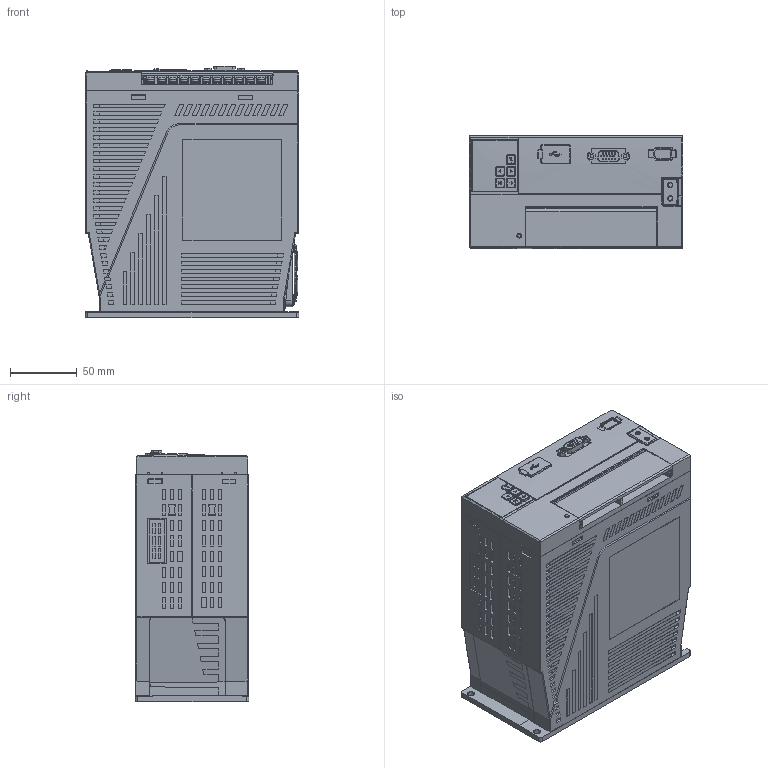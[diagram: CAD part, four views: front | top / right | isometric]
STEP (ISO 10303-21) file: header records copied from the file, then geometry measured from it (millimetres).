
FILE_DESCRIPTION((''),'2;1');
FILE_NAME('VD3E-B','2022-05-13T19:34:39',('Administrator'),(''),'CREO PARAMETRIC BY PTC INC, 2018050','CREO PARAMETRIC BY PTC INC, 2018050','');
FILE_SCHEMA(('CONFIG_CONTROL_DESIGN'));
Products named in the file (1): VD3E-B
Bounding box: 160 x 85 x 188.26 mm (x, y, z)
Volume: 2391434.2 mm3; surface area: 215411.2 mm2
Topology: 2 solids, 18 shells, 3546 faces, 9442 edges, 6207 vertices
Faces by surface type: plane 2561, cylinder 726, bspline 95, torus 92, cone 72
Entity records: 121207 total; most frequent: CARTESIAN_POINT 32914, ORIENTED_EDGE 18884, DIRECTION 17129, EDGE_CURVE 9442, VECTOR 7085, LINE 7085, VERTEX_POINT 6207, AXIS2_PLACEMENT_3D 5022
